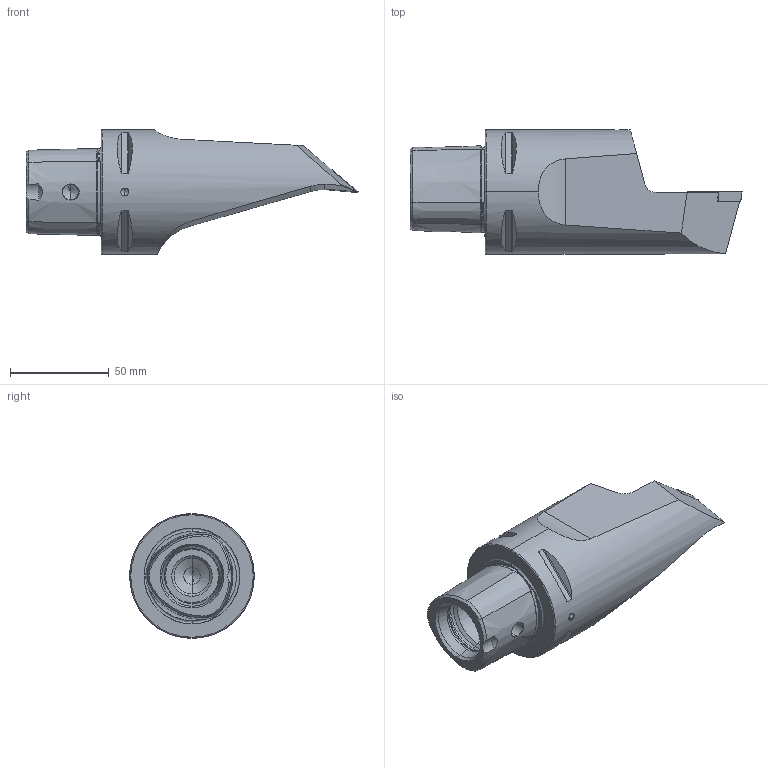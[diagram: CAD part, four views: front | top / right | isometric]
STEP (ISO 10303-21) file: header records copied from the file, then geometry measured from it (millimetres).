
FILE_DESCRIPTION (( 'STEP AP203' ), '1' );
FILE_NAME ('PS6-KVF.NMA.130.STEP', '2013-06-24T13:39:17', ( 'baer' ), ( 'Hewlett-Packard Company' ), 'SwSTEP 2.0', 'SolidWorks 2012', '' );
FILE_SCHEMA (( 'CONFIG_CONTROL_DESIGN' ));
Length unit declared in the file: millimetre
Products named in the file (5): PS6-KVF.NMA.130_A; VBMT160404; WCB-ER2.001.009_A; KVT_MB_600_060; PS6-KVF.NMA.130
Assembly tree (4 placements, depth 2):
  PS6-KVF.NMA.130
    PS6-KVF.NMA.130_A
    VBMT160404
    WCB-ER2.001.009_A
    KVT_MB_600_060
Bounding box: 168.04 x 63 x 63 mm (x, y, z)
Volume: 249473.5 mm3; surface area: 36458.9 mm2
Topology: 5 solids, 5 shells, 274 faces, 667 edges, 397 vertices
Faces by surface type: cone 93, cylinder 72, plane 55, torus 34, bspline 16, sphere 4
Entity records: 9531 total; most frequent: CARTESIAN_POINT 2976, ORIENTED_EDGE 1296, DIRECTION 1237, EDGE_CURVE 648, AXIS2_PLACEMENT_3D 503, VERTEX_POINT 394, EDGE_LOOP 292, ADVANCED_FACE 274
